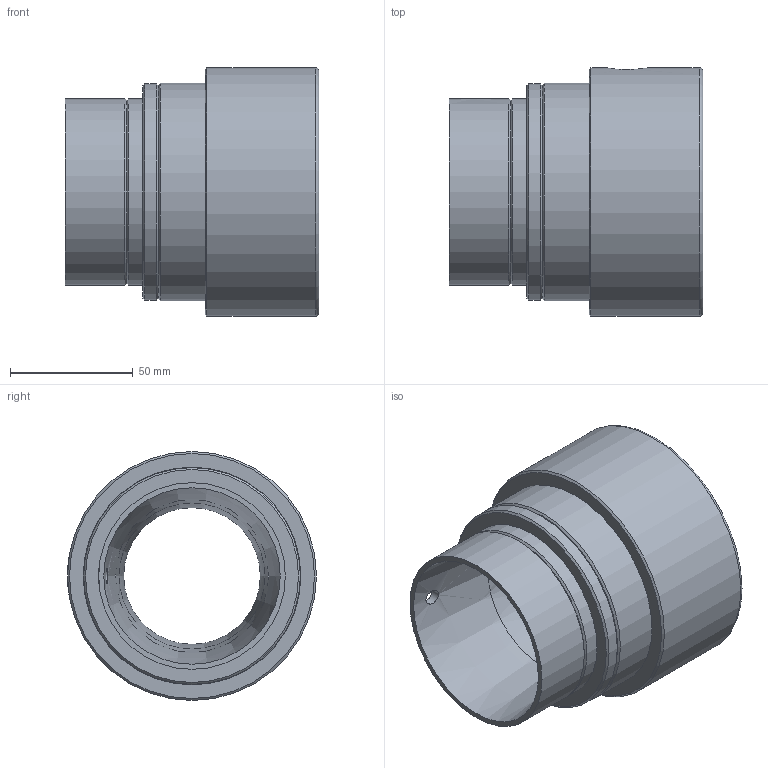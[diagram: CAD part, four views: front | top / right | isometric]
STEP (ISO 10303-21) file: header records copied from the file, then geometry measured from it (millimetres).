
FILE_DESCRIPTION((''),'2;1');
FILE_NAME('6033-3D.stp','2010-05-20T16:41:43',('michael witt'),(''),'Autodesk Inventor 2010','Autodesk Inventor 2010','');
FILE_SCHEMA(('AUTOMOTIVE_DESIGN { 1 0 10303 214 1 1 1 1 }'));
Length unit declared in the file: inch
Products named in the file (4): Assembly10; Part78; Part80; Part82
Assembly tree (3 placements, depth 2):
  Assembly10
    Part78
    Part80
    Part82
Bounding box: 103.67 x 101.6 x 101.6 mm (x, y, z)
Volume: 390202.4 mm3; surface area: 87742.8 mm2
Topology: 3 solids, 3 shells, 27 faces, 63 edges, 38 vertices
Faces by surface type: cylinder 9, cone 9, plane 6, torus 3
Full cylindrical faces by diameter (mm): 6.35 x1, 18.256 x1, 62.484 x1, 76.2 x3, 88.503 x1, 88.9 x1, 101.6 x1
Entity records: 824 total; most frequent: CARTESIAN_POINT 224, DIRECTION 118, AXIS2_PLACEMENT_3D 59, ORIENTED_EDGE 58, EDGE_LOOP 58, FACE_BOUND 31, VERTEX_POINT 29, EDGE_CURVE 29
